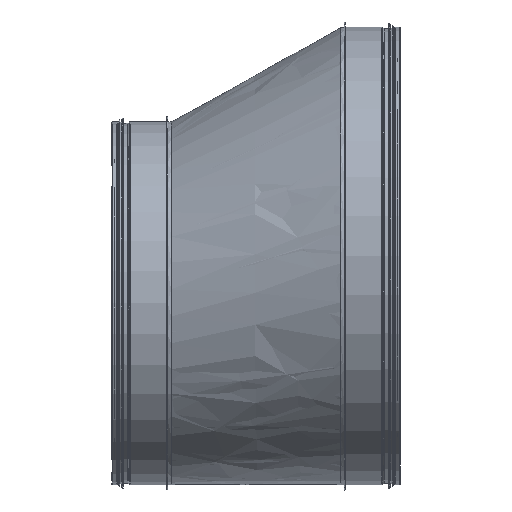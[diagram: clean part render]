
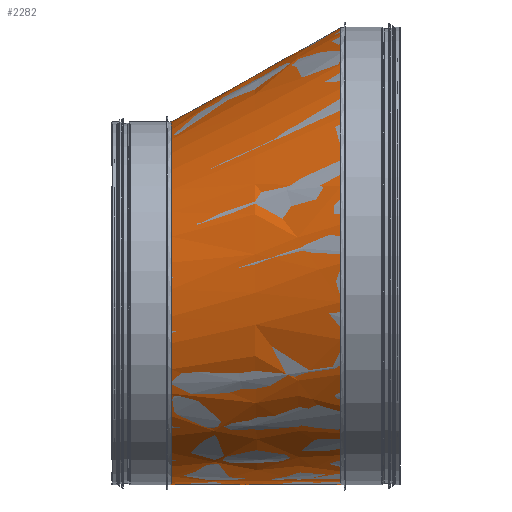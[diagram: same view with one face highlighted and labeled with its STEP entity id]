
A CAD part, top view. The second image highlights one B-rep face of the part: STEP entity #2282.
In plain terms, the highlighted free-form (B-spline) face has degree [1, 2] with [2, 9] control points.
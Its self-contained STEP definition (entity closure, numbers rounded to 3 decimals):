
#11=(
BOUNDED_SURFACE()
B_SPLINE_SURFACE(1,2,((#4147,#4148,#4149,#4150,#4151,#4152,#4153,#4154,
#4155),(#4156,#4157,#4158,#4159,#4160,#4161,#4162,#4163,#4164)),
 .UNSPECIFIED.,.F.,.T.,.F.)
B_SPLINE_SURFACE_WITH_KNOTS((2,2),(3,2,2,2,3),(-0.263,1.001),
(-3.142,-1.571,0.,1.571,3.142),
 .UNSPECIFIED.)
GEOMETRIC_REPRESENTATION_ITEM()
RATIONAL_B_SPLINE_SURFACE(((1.,0.707,1.,0.707,1.,
0.707,1.,0.707,1.),(1.,0.707,1.,0.707,
1.,0.707,1.,0.707,1.)))
REPRESENTATION_ITEM('')
SURFACE()
);
#22=B_SPLINE_CURVE_WITH_KNOTS('',1,(#4165,#4166),.UNSPECIFIED.,.F.,.F.,
(2,2),(-0.809,-0.018),.UNSPECIFIED.);
#280=FACE_OUTER_BOUND('',#470,.T.);
#470=EDGE_LOOP('',(#1686,#1687,#1688,#1689,#1690,#1691,#1692));
#635=CIRCLE('',#2513,249.375);
#636=CIRCLE('',#2514,249.375);
#637=CIRCLE('',#2515,249.375);
#644=CIRCLE('',#2528,314.35);
#645=CIRCLE('',#2529,314.35);
#1021=VERTEX_POINT('',#3741);
#1022=VERTEX_POINT('',#3742);
#1023=VERTEX_POINT('',#3744);
#1031=VERTEX_POINT('',#3920);
#1032=VERTEX_POINT('',#3921);
#1241=EDGE_CURVE('',#1021,#1022,#635,.T.);
#1242=EDGE_CURVE('',#1022,#1023,#636,.T.);
#1243=EDGE_CURVE('',#1023,#1021,#637,.T.);
#1253=EDGE_CURVE('',#1031,#1032,#644,.T.);
#1254=EDGE_CURVE('',#1032,#1031,#645,.T.);
#1263=EDGE_CURVE('',#1022,#1032,#22,.T.);
#1686=ORIENTED_EDGE('',*,*,#1243,.T.);
#1687=ORIENTED_EDGE('',*,*,#1241,.T.);
#1688=ORIENTED_EDGE('',*,*,#1263,.T.);
#1689=ORIENTED_EDGE('',*,*,#1254,.T.);
#1690=ORIENTED_EDGE('',*,*,#1253,.T.);
#1691=ORIENTED_EDGE('',*,*,#1263,.F.);
#1692=ORIENTED_EDGE('',*,*,#1242,.T.);
#2282=ADVANCED_FACE('',(#280),#11,.F.);
#2513=AXIS2_PLACEMENT_3D('',#3743,#3048,#3049);
#2514=AXIS2_PLACEMENT_3D('',#3745,#3050,#3051);
#2515=AXIS2_PLACEMENT_3D('',#3746,#3052,#3053);
#2528=AXIS2_PLACEMENT_3D('',#3922,#3079,#3080);
#2529=AXIS2_PLACEMENT_3D('',#3923,#3081,#3082);
#3048=DIRECTION('center_axis',(0.,0.,-1.));
#3049=DIRECTION('ref_axis',(1.,0.,0.));
#3050=DIRECTION('center_axis',(0.,0.,-1.));
#3051=DIRECTION('ref_axis',(1.,0.,0.));
#3052=DIRECTION('center_axis',(0.,0.,-1.));
#3053=DIRECTION('ref_axis',(1.,0.,0.));
#3079=DIRECTION('center_axis',(0.,0.,1.));
#3080=DIRECTION('ref_axis',(1.,0.,0.));
#3081=DIRECTION('center_axis',(0.,0.,1.));
#3082=DIRECTION('ref_axis',(1.,0.,0.));
#3741=CARTESIAN_POINT('',(-249.375,0.,0.));
#3742=CARTESIAN_POINT('',(-16.859,248.804,0.));
#3743=CARTESIAN_POINT('Origin',(0.,0.,0.));
#3744=CARTESIAN_POINT('',(249.375,0.,0.));
#3745=CARTESIAN_POINT('Origin',(0.,0.,0.));
#3746=CARTESIAN_POINT('Origin',(0.,0.,0.));
#3920=CARTESIAN_POINT('',(-249.375,0.,-233.));
#3921=CARTESIAN_POINT('',(43.723,313.631,-233.));
#3922=CARTESIAN_POINT('Origin',(64.975,0.,-233.));
#3923=CARTESIAN_POINT('Origin',(64.975,0.,-233.));
#4147=CARTESIAN_POINT('Ctrl Pts',(65.177,336.588,-315.513));
#4148=CARTESIAN_POINT('Ctrl Pts',(-249.375,336.588,-397.3));
#4149=CARTESIAN_POINT('Ctrl Pts',(-249.375,0.,
-397.3));
#4150=CARTESIAN_POINT('Ctrl Pts',(-249.375,-336.588,-397.3));
#4151=CARTESIAN_POINT('Ctrl Pts',(65.177,-336.588,-315.513));
#4152=CARTESIAN_POINT('Ctrl Pts',(379.73,-336.588,-233.726));
#4153=CARTESIAN_POINT('Ctrl Pts',(379.73,0.,
-233.726));
#4154=CARTESIAN_POINT('Ctrl Pts',(379.73,336.588,-233.726));
#4155=CARTESIAN_POINT('Ctrl Pts',(65.177,336.588,-315.513));
#4156=CARTESIAN_POINT('Ctrl Pts',(-31.583,233.049,56.628));
#4157=CARTESIAN_POINT('Ctrl Pts',(-249.375,233.049,0.));
#4158=CARTESIAN_POINT('Ctrl Pts',(-249.375,0.,0.));
#4159=CARTESIAN_POINT('Ctrl Pts',(-249.375,-233.049,0.));
#4160=CARTESIAN_POINT('Ctrl Pts',(-31.583,-233.049,56.628));
#4161=CARTESIAN_POINT('Ctrl Pts',(186.209,-233.049,113.256));
#4162=CARTESIAN_POINT('Ctrl Pts',(186.209,0.,
113.256));
#4163=CARTESIAN_POINT('Ctrl Pts',(186.209,233.049,113.256));
#4164=CARTESIAN_POINT('Ctrl Pts',(-31.583,233.049,56.628));
#4165=CARTESIAN_POINT('Ctrl Pts',(-16.859,248.804,0.));
#4166=CARTESIAN_POINT('Ctrl Pts',(43.723,313.631,-233.));
